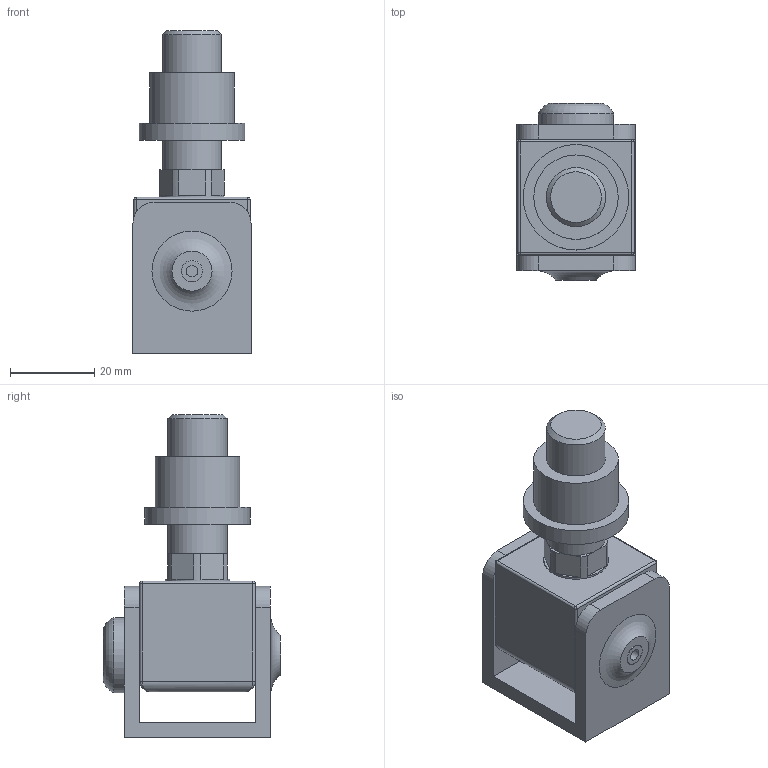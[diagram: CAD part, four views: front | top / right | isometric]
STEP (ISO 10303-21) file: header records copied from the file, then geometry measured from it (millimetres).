
FILE_DESCRIPTION (( 'STEP AP203' ), '1' );
FILE_NAME ('123-M14-VA.STEP', '2022-03-02T08:14:00', ( '' ), ( '' ), 'SwSTEP 2.0', 'SolidWorks 2018', '' );
FILE_SCHEMA (( 'CONFIG_CONTROL_DESIGN' ));
Length unit declared in the file: millimetre
Products named in the file (5): 123-MXX-VA Teil3_123-M14-VA Teil3; 123-MXX-VA Teil2_123-M14-VA Teil2; 123-MXX-VA Teil1_123-M14-VA Teil1; 123-M14-VA; 123-MXX-VA Teil4_123-M14-VA Teil4
Assembly tree (4 placements, depth 2):
  123-M14-VA
    123-MXX-VA Teil1_123-M14-VA Teil1
    123-MXX-VA Teil2_123-M14-VA Teil2
    123-MXX-VA Teil3_123-M14-VA Teil3
    123-MXX-VA Teil4_123-M14-VA Teil4
Bounding box: 28 x 42 x 76.5 mm (x, y, z)
Volume: 39898.1 mm3; surface area: 16843.5 mm2
Topology: 4 solids, 4 shells, 359 faces, 932 edges, 606 vertices
Faces by surface type: plane 226, bspline 92, cylinder 29, cone 6, sphere 4, torus 2
Full cylindrical faces by diameter (mm): 2.75 x1, 5 x1, 6 x1, 6.8 x1, 8 x1, 8.1 x1, 10 x1, 12 x1, 14 x1, 15.3 x1, 17.8 x1, 20 x1, 25 x1
Entity records: 15006 total; most frequent: CARTESIAN_POINT 6433, ORIENTED_EDGE 1792, DIRECTION 1337, EDGE_CURVE 896, LINE 635, VECTOR 635, VERTEX_POINT 599, EDGE_LOOP 423
